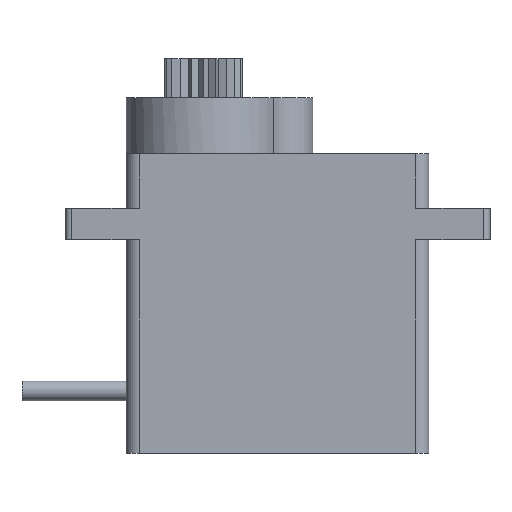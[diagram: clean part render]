
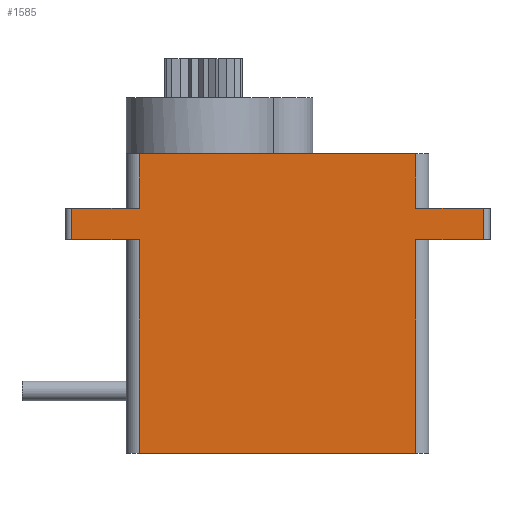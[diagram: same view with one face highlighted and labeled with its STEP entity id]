
A CAD part, left-side view. The second image highlights one B-rep face of the part: STEP entity #1585.
In plain terms, the highlighted planar face has unit normal (-1, 0, 0).
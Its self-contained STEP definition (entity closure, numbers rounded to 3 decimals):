
#23=PLANE('',#1689);
#91=FACE_OUTER_BOUND('',#177,.T.);
#177=EDGE_LOOP('',(#1095,#1096,#1097,#1098,#1099,#1100,#1101,#1102,#1103,
#1104,#1105,#1106,#1107));
#265=LINE('',#2274,#461);
#266=LINE('',#2277,#462);
#267=LINE('',#2279,#463);
#268=LINE('',#2281,#464);
#269=LINE('',#2283,#465);
#270=LINE('',#2285,#466);
#271=LINE('',#2287,#467);
#272=LINE('',#2289,#468);
#273=LINE('',#2291,#469);
#274=LINE('',#2293,#470);
#275=LINE('',#2295,#471);
#276=LINE('',#2297,#472);
#277=LINE('',#2298,#473);
#461=VECTOR('',#1822,10.);
#462=VECTOR('',#1825,10.);
#463=VECTOR('',#1826,10.);
#464=VECTOR('',#1827,10.);
#465=VECTOR('',#1828,10.);
#466=VECTOR('',#1829,10.);
#467=VECTOR('',#1830,10.);
#468=VECTOR('',#1831,10.);
#469=VECTOR('',#1832,10.);
#470=VECTOR('',#1833,10.);
#471=VECTOR('',#1834,10.);
#472=VECTOR('',#1835,10.);
#473=VECTOR('',#1836,10.);
#697=VERTEX_POINT('',#2267);
#700=VERTEX_POINT('',#2272);
#701=VERTEX_POINT('',#2276);
#702=VERTEX_POINT('',#2278);
#703=VERTEX_POINT('',#2280);
#704=VERTEX_POINT('',#2282);
#705=VERTEX_POINT('',#2284);
#706=VERTEX_POINT('',#2286);
#707=VERTEX_POINT('',#2288);
#708=VERTEX_POINT('',#2290);
#709=VERTEX_POINT('',#2292);
#710=VERTEX_POINT('',#2294);
#711=VERTEX_POINT('',#2296);
#857=EDGE_CURVE('',#700,#697,#265,.T.);
#858=EDGE_CURVE('',#700,#701,#266,.T.);
#859=EDGE_CURVE('',#702,#701,#267,.T.);
#860=EDGE_CURVE('',#702,#703,#268,.T.);
#861=EDGE_CURVE('',#704,#703,#269,.T.);
#862=EDGE_CURVE('',#704,#705,#270,.T.);
#863=EDGE_CURVE('',#706,#705,#271,.T.);
#864=EDGE_CURVE('',#707,#706,#272,.T.);
#865=EDGE_CURVE('',#708,#707,#273,.T.);
#866=EDGE_CURVE('',#709,#708,#274,.T.);
#867=EDGE_CURVE('',#710,#709,#275,.T.);
#868=EDGE_CURVE('',#711,#710,#276,.T.);
#869=EDGE_CURVE('',#697,#711,#277,.T.);
#1095=ORIENTED_EDGE('',*,*,#857,.F.);
#1096=ORIENTED_EDGE('',*,*,#858,.T.);
#1097=ORIENTED_EDGE('',*,*,#859,.F.);
#1098=ORIENTED_EDGE('',*,*,#860,.T.);
#1099=ORIENTED_EDGE('',*,*,#861,.F.);
#1100=ORIENTED_EDGE('',*,*,#862,.T.);
#1101=ORIENTED_EDGE('',*,*,#863,.F.);
#1102=ORIENTED_EDGE('',*,*,#864,.F.);
#1103=ORIENTED_EDGE('',*,*,#865,.F.);
#1104=ORIENTED_EDGE('',*,*,#866,.F.);
#1105=ORIENTED_EDGE('',*,*,#867,.F.);
#1106=ORIENTED_EDGE('',*,*,#868,.F.);
#1107=ORIENTED_EDGE('',*,*,#869,.F.);
#1585=ADVANCED_FACE('',(#91),#23,.T.);
#1689=AXIS2_PLACEMENT_3D('',#2275,#1823,#1824);
#1822=DIRECTION('',(0.,0.,1.));
#1823=DIRECTION('center_axis',(-1.,0.,0.));
#1824=DIRECTION('ref_axis',(0.,-1.,0.));
#1825=DIRECTION('',(0.,-1.,0.));
#1826=DIRECTION('',(0.,0.,1.));
#1827=DIRECTION('',(0.,-1.,0.));
#1828=DIRECTION('',(0.,0.,-1.));
#1829=DIRECTION('',(0.,-1.,0.));
#1830=DIRECTION('',(0.,0.,-1.));
#1831=DIRECTION('',(0.,-1.,0.));
#1832=DIRECTION('',(0.,0.,-1.));
#1833=DIRECTION('',(0.,-1.,0.));
#1834=DIRECTION('',(0.,-1.,0.));
#1835=DIRECTION('',(0.,0.,1.));
#1836=DIRECTION('',(0.,-1.,0.));
#2267=CARTESIAN_POINT('',(0.,27.4,18.8));
#2272=CARTESIAN_POINT('',(0.,27.4,16.4));
#2274=CARTESIAN_POINT('',(0.,27.4,8.2));
#2275=CARTESIAN_POINT('Origin',(0.,23.2,0.));
#2276=CARTESIAN_POINT('',(0.,22.2,16.4));
#2277=CARTESIAN_POINT('',(0.,27.9,16.4));
#2278=CARTESIAN_POINT('',(0.,22.2,0.));
#2279=CARTESIAN_POINT('',(0.,22.2,0.));
#2280=CARTESIAN_POINT('',(0.,1.,0.));
#2281=CARTESIAN_POINT('',(0.,23.2,0.));
#2282=CARTESIAN_POINT('',(0.,1.,16.4));
#2283=CARTESIAN_POINT('',(0.,1.,0.));
#2284=CARTESIAN_POINT('',(0.,-4.2,16.4));
#2285=CARTESIAN_POINT('',(0.,27.9,16.4));
#2286=CARTESIAN_POINT('',(0.,-4.2,18.8));
#2287=CARTESIAN_POINT('',(0.,-4.2,8.2));
#2288=CARTESIAN_POINT('',(0.,1.,18.8));
#2289=CARTESIAN_POINT('',(0.,27.9,18.8));
#2290=CARTESIAN_POINT('',(0.,1.,23.));
#2291=CARTESIAN_POINT('',(0.,1.,0.));
#2292=CARTESIAN_POINT('',(0.,17.3,23.));
#2293=CARTESIAN_POINT('',(0.,23.2,23.));
#2294=CARTESIAN_POINT('',(0.,22.2,23.));
#2295=CARTESIAN_POINT('',(0.,23.2,23.));
#2296=CARTESIAN_POINT('',(0.,22.2,18.8));
#2297=CARTESIAN_POINT('',(0.,22.2,0.));
#2298=CARTESIAN_POINT('',(0.,27.9,18.8));
